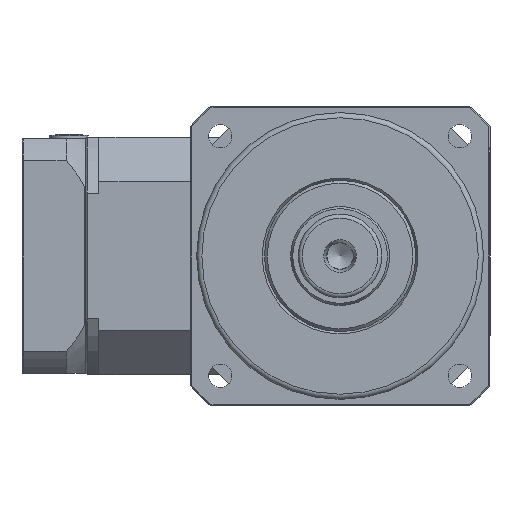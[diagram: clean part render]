
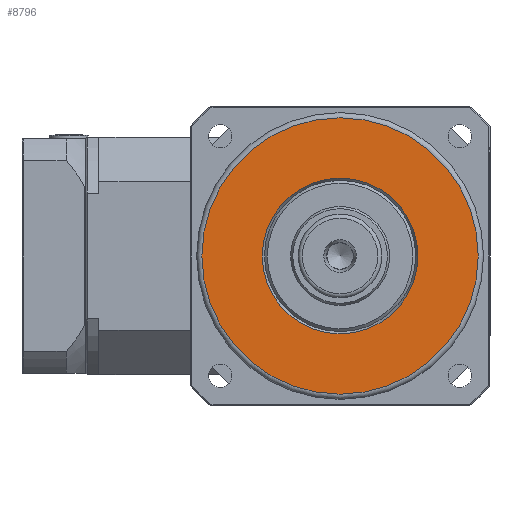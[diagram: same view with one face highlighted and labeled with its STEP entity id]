
A CAD part, left-side view. The second image highlights one B-rep face of the part: STEP entity #8796.
In plain terms, the highlighted planar face has unit normal (-1, 0, 0).
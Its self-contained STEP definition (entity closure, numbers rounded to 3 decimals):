
#1900=FACE_BOUND('',#3144,.T.);
#2438=FACE_OUTER_BOUND('',#3143,.T.);
#3143=EDGE_LOOP('',(#6937));
#3144=EDGE_LOOP('',(#6938));
#3815=CIRCLE('',#9644,29.866);
#3817=CIRCLE('',#9648,53.);
#4378=VERTEX_POINT('',#14229);
#4380=VERTEX_POINT('',#14235);
#5332=EDGE_CURVE('',#4378,#4378,#3815,.T.);
#5334=EDGE_CURVE('',#4380,#4380,#3817,.T.);
#6937=ORIENTED_EDGE('',*,*,#5334,.F.);
#6938=ORIENTED_EDGE('',*,*,#5332,.F.);
#8364=PLANE('',#9647);
#8796=ADVANCED_FACE('',(#2438,#1900),#8364,.F.);
#9644=AXIS2_PLACEMENT_3D('',#14230,#11323,#11324);
#9647=AXIS2_PLACEMENT_3D('',#14234,#11329,#11330);
#9648=AXIS2_PLACEMENT_3D('',#14236,#11331,#11332);
#11323=DIRECTION('center_axis',(-1.,0.,0.));
#11324=DIRECTION('ref_axis',(0.,0.,
-1.));
#11329=DIRECTION('center_axis',(1.,0.,0.));
#11330=DIRECTION('ref_axis',(0.,0.,-1.));
#11331=DIRECTION('center_axis',(1.,0.,0.));
#11332=DIRECTION('ref_axis',(0.,0.,
-1.));
#14229=CARTESIAN_POINT('',(-131.315,36.061,108.242));
#14230=CARTESIAN_POINT('Origin',(-131.315,36.061,78.376));
#14234=CARTESIAN_POINT('Origin',(-131.315,36.061,78.376));
#14235=CARTESIAN_POINT('',(-131.315,36.061,131.376));
#14236=CARTESIAN_POINT('Origin',(-131.315,36.061,78.376));
